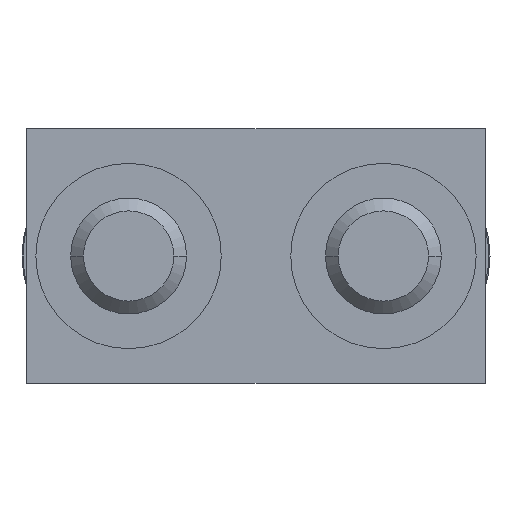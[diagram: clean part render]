
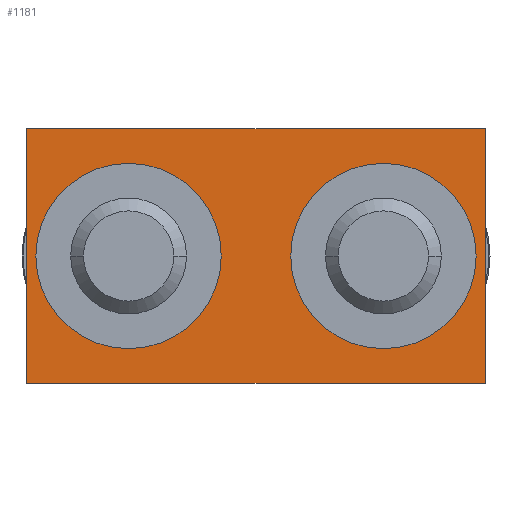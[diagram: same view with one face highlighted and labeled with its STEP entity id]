
A CAD part, front view. The second image highlights one B-rep face of the part: STEP entity #1181.
In plain terms, the highlighted planar face has unit normal (0, -1, 0).
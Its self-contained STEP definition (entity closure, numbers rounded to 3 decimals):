
#27=DIRECTION('',(1.,0.,0.));
#28=VECTOR('',#27,9.9);
#29=CARTESIAN_POINT('',(-2.2,0.,2.75));
#30=LINE('',#29,#28);
#49=DIRECTION('',(0.,0.,1.));
#50=VECTOR('',#49,5.5);
#51=CARTESIAN_POINT('',(7.7,0.,-2.75));
#52=LINE('',#51,#50);
#56=DIRECTION('',(0.,0.,-1.));
#57=VECTOR('',#56,5.5);
#58=CARTESIAN_POINT('',(-2.2,0.,2.75));
#59=LINE('',#58,#57);
#63=CARTESIAN_POINT('',(0.,0.,0.));
#64=DIRECTION('',(0.,1.,0.));
#65=DIRECTION('',(1.,0.,0.));
#66=AXIS2_PLACEMENT_3D('',#63,#64,#65);
#71=CARTESIAN_POINT('',(0.,0.,0.));
#72=DIRECTION('',(0.,1.,0.));
#73=DIRECTION('',(-1.,0.,0.));
#74=AXIS2_PLACEMENT_3D('',#71,#72,#73);
#79=CARTESIAN_POINT('',(5.5,0.,0.));
#80=DIRECTION('',(0.,1.,0.));
#81=DIRECTION('',(1.,0.,0.));
#82=AXIS2_PLACEMENT_3D('',#79,#80,#81);
#87=CARTESIAN_POINT('',(5.5,0.,0.));
#88=DIRECTION('',(0.,1.,0.));
#89=DIRECTION('',(-1.,0.,0.));
#90=AXIS2_PLACEMENT_3D('',#87,#88,#89);
#123=DIRECTION('',(-1.,0.,0.));
#124=VECTOR('',#123,9.9);
#125=CARTESIAN_POINT('',(7.7,0.,-2.75));
#126=LINE('',#125,#124);
#969=CARTESIAN_POINT('',(-2.2,0.,2.75));
#971=VERTEX_POINT('',#969);
#974=CARTESIAN_POINT('',(7.7,0.,2.75));
#975=VERTEX_POINT('',#974);
#1014=CARTESIAN_POINT('',(7.7,0.,-2.75));
#1015=VERTEX_POINT('',#1014);
#1016=CARTESIAN_POINT('',(-2.2,0.,-2.75));
#1017=VERTEX_POINT('',#1016);
#1018=CARTESIAN_POINT('',(-2.,0.,0.));
#1019=CARTESIAN_POINT('',(2.,0.,0.));
#1020=VERTEX_POINT('',#1018);
#1021=VERTEX_POINT('',#1019);
#1022=CARTESIAN_POINT('',(3.5,0.,0.));
#1023=CARTESIAN_POINT('',(7.5,0.,0.));
#1024=VERTEX_POINT('',#1022);
#1025=VERTEX_POINT('',#1023);
#1155=CARTESIAN_POINT('',(1.425,0.,1.035));
#1156=DIRECTION('',(0.,1.,0.));
#1157=DIRECTION('',(-1.,0.,0.));
#1158=AXIS2_PLACEMENT_3D('',#1155,#1156,#1157);
#1159=PLANE('',#1158);
#1160=ORIENTED_EDGE('',*,*,#1137,.T.);
#1162=ORIENTED_EDGE('',*,*,#1161,.F.);
#1164=ORIENTED_EDGE('',*,*,#1163,.T.);
#1166=ORIENTED_EDGE('',*,*,#1165,.F.);
#1167=EDGE_LOOP('',(#1160,#1162,#1164,#1166));
#1168=FACE_OUTER_BOUND('',#1167,.F.);
#1170=ORIENTED_EDGE('',*,*,#1169,.F.);
#1172=ORIENTED_EDGE('',*,*,#1171,.F.);
#1173=EDGE_LOOP('',(#1170,#1172));
#1174=FACE_BOUND('',#1173,.F.);
#1176=ORIENTED_EDGE('',*,*,#1175,.F.);
#1178=ORIENTED_EDGE('',*,*,#1177,.F.);
#1179=EDGE_LOOP('',(#1176,#1178));
#1180=FACE_BOUND('',#1179,.F.);
#67=CIRCLE('',#66,2.);
#75=CIRCLE('',#74,2.);
#83=CIRCLE('',#82,2.);
#91=CIRCLE('',#90,2.);
#1137=EDGE_CURVE('',#971,#975,#30,.T.);
#1161=EDGE_CURVE('',#1015,#975,#52,.T.);
#1163=EDGE_CURVE('',#1015,#1017,#126,.T.);
#1165=EDGE_CURVE('',#971,#1017,#59,.T.);
#1169=EDGE_CURVE('',#1021,#1020,#67,.T.);
#1171=EDGE_CURVE('',#1020,#1021,#75,.T.);
#1175=EDGE_CURVE('',#1025,#1024,#83,.T.);
#1177=EDGE_CURVE('',#1024,#1025,#91,.T.);
#1181=ADVANCED_FACE('',(#1168,#1174,#1180),#1159,.F.);
